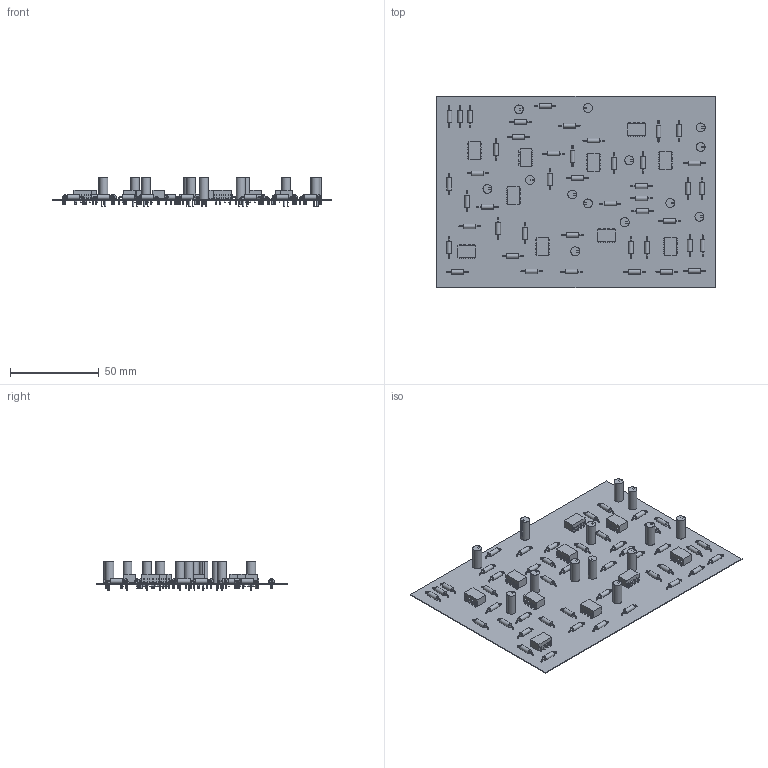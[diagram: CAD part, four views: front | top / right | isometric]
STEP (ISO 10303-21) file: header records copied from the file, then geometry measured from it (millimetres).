
FILE_DESCRIPTION(('Open CASCADE Model'),'2;1');
FILE_NAME('Open CASCADE Shape Model','2023-02-11T18:51:03',('Author'),( 'Open CASCADE'),'Open CASCADE STEP processor 6.8','Open CASCADE 6.8' ,'Unknown');
FILE_SCHEMA(('AUTOMOTIVE_DESIGN { 1 0 10303 214 1 1 1 1 }'));
Length unit declared in the file: millimetre
Products named in the file (89): PCB; Board; Open CASCADE STEP translator 6.8 1.1.1; U10; 6285428992; Extruded; 6285430832; 6285430992; 6285431152; U9; 6285431312; 6286654800; 6286654960; 6286655120; U8; U7; U6; U5; U4; U3; U2; U1; R47; YAG_CFR25_YAG; R46; R45; R44; R43; R42; R41; R40; R39; R38; R37; R36; R35; R34; R32; R31; R30 ...
Assembly tree (386 placements, depth 4):
  PCB
    Board
      Open CASCADE STEP translator 6.8 1.1.1
    U10
      6285428992
        Extruded
      6285430832  x8
        Extruded
      6285430992  x8
        Extruded
      6285431152  x8
        Extruded
    U9
      6285431312
        Extruded
      6286654800  x8
        Extruded
      6286654960  x8
        Extruded
      6286655120  x8
        Extruded
    U8
      6285428992
        Extruded
      6285430832  x8
        Extruded
      6285430992  x8
        Extruded
      6285431152  x8
        Extruded
    U7
      6285431312
        Extruded
      6286654800  x8
        Extruded
      6286654960  x8
        Extruded
      6286655120  x8
        Extruded
    U6
      6285428992
        Extruded
      6285430832  x8
        Extruded
      6285430992  x8
        Extruded
      6285431152  x8
        Extruded
    U5
      6285428992
        Extruded
      6285430832  x8
        Extruded
      6285430992  x8
        Extruded
      6285431152  x8
        Extruded
    U4
      6285428992
        Extruded
Bounding box: 157.1 x 107.82 x 16.58 mm (x, y, z)
Volume: 15122.3 mm3; surface area: 45634.9 mm2
Topology: 438 solids, 438 shells, 2582 faces, 4758 edges, 3052 vertices
Faces by surface type: plane 1932, cylinder 470, torus 180
Full cylindrical faces by diameter (mm): 0.508 x26, 2.591 x45, 5.004 x13
Entity records: 6565 total; most frequent: DIRECTION 1148, CARTESIAN_POINT 755, AXIS2_PLACEMENT_3D 509, PRODUCT_DEFINITION_SHAPE 475, CONTEXT_DEPENDENT_SHAPE_REPRESENTATION 386, ITEM_DEFINED_TRANSFORMATION 386, NEXT_ASSEMBLY_USAGE_OCCURRENCE 386, ORIENTED_EDGE 332
